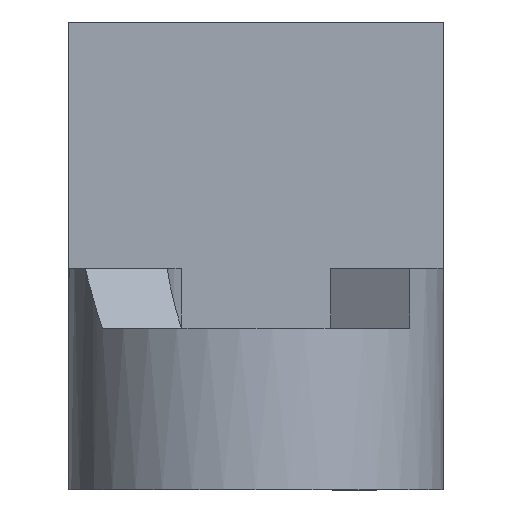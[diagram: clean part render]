
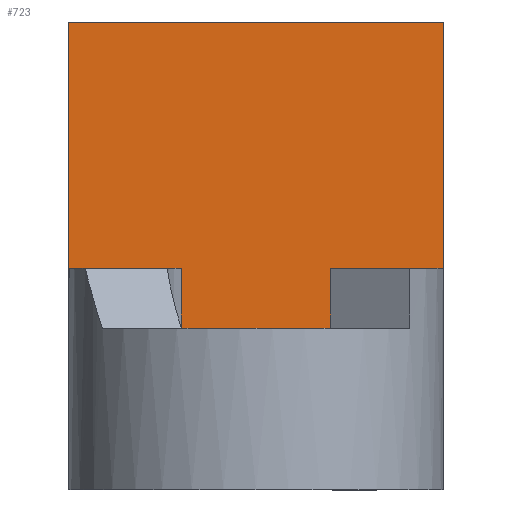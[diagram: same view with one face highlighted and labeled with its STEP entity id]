
A CAD part, left-side view. The second image highlights one B-rep face of the part: STEP entity #723.
In plain terms, the highlighted planar face has unit normal (-1, 0, 0).
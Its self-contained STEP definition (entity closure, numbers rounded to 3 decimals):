
#65=LINE('',#1120,#137);
#72=LINE('',#1138,#144);
#81=LINE('',#1155,#153);
#82=LINE('',#1157,#154);
#137=VECTOR('',#891,10.);
#144=VECTOR('',#906,10.);
#153=VECTOR('',#925,10.);
#154=VECTOR('',#928,10.);
#202=FACE_OUTER_BOUND('',#248,.T.);
#248=EDGE_LOOP('',(#550,#551,#552,#553));
#326=VERTEX_POINT('',#1117);
#327=VERTEX_POINT('',#1119);
#333=VERTEX_POINT('',#1135);
#334=VERTEX_POINT('',#1137);
#399=EDGE_CURVE('',#327,#326,#65,.T.);
#408=EDGE_CURVE('',#334,#333,#72,.T.);
#417=EDGE_CURVE('',#326,#334,#81,.T.);
#418=EDGE_CURVE('',#327,#333,#82,.T.);
#550=ORIENTED_EDGE('',*,*,#399,.T.);
#551=ORIENTED_EDGE('',*,*,#417,.T.);
#552=ORIENTED_EDGE('',*,*,#408,.T.);
#553=ORIENTED_EDGE('',*,*,#418,.F.);
#690=PLANE('',#789);
#723=ADVANCED_FACE('',(#202),#690,.T.);
#789=AXIS2_PLACEMENT_3D('',#1156,#926,#927);
#891=DIRECTION('',(0.,0.,1.));
#906=DIRECTION('',(0.,0.,-1.));
#925=DIRECTION('',(0.,1.,0.));
#926=DIRECTION('center_axis',(-1.,0.,0.));
#927=DIRECTION('ref_axis',(0.,0.,1.));
#928=DIRECTION('',(0.,1.,0.));
#1117=CARTESIAN_POINT('',(5.498,113.398,30.461));
#1119=CARTESIAN_POINT('',(5.498,113.398,16.661));
#1120=CARTESIAN_POINT('',(5.498,113.398,14.416));
#1135=CARTESIAN_POINT('',(5.498,130.298,16.661));
#1137=CARTESIAN_POINT('',(5.498,130.298,30.461));
#1138=CARTESIAN_POINT('',(5.498,130.298,17.21));
#1155=CARTESIAN_POINT('',(5.498,130.298,30.461));
#1156=CARTESIAN_POINT('Origin',(5.498,130.298,16.661));
#1157=CARTESIAN_POINT('',(5.498,123.386,16.661));
